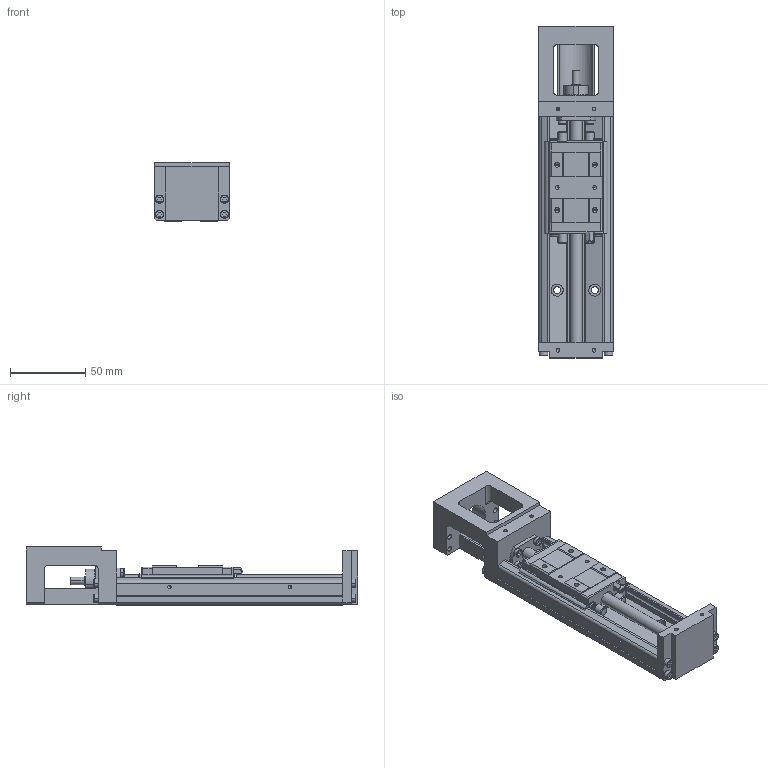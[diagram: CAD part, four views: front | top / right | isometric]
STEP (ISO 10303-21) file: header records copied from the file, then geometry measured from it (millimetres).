
FILE_DESCRIPTION(('STEP AP214'),'1');
FILE_NAME('cctmp_3A641FC5-2190-483F-A1A2-C970E0A05949_2023_12_09_17_32_10_0055..stp','2023-12-09T16:32:10',('HIWIN GmbH'),('CADClick - www.CADClick.com'),'Spatial InterOp 3D',' ','unknown authorization');
FILE_SCHEMA(('AUTOMOTIVE_DESIGN'));
Length unit declared in the file: millimetre
Products named in the file (3): cc_unnamed; KK5002P150A1F000_FILE_1; KK5002P150A1F000_FILE
Assembly tree (2 placements, depth 2):
  cc_unnamed
    KK5002P150A1F000_FILE_1
    KK5002P150A1F000_FILE
Bounding box: 50 x 220 x 38.5 mm (x, y, z)
Volume: 179505 mm3; surface area: 62226.6 mm2
Topology: 2 solids, 10 shells, 629 faces, 1604 edges, 1013 vertices
Faces by surface type: plane 360, cylinder 177, cone 50, torus 42
Entity records: 24216 total; most frequent: CARTESIAN_POINT 3597, DIRECTION 3318, ORIENTED_EDGE 3140, EDGE_CURVE 1570, AXIS2_PLACEMENT_3D 1126, LINE 1066, VECTOR 1066, VERTEX_POINT 1013
